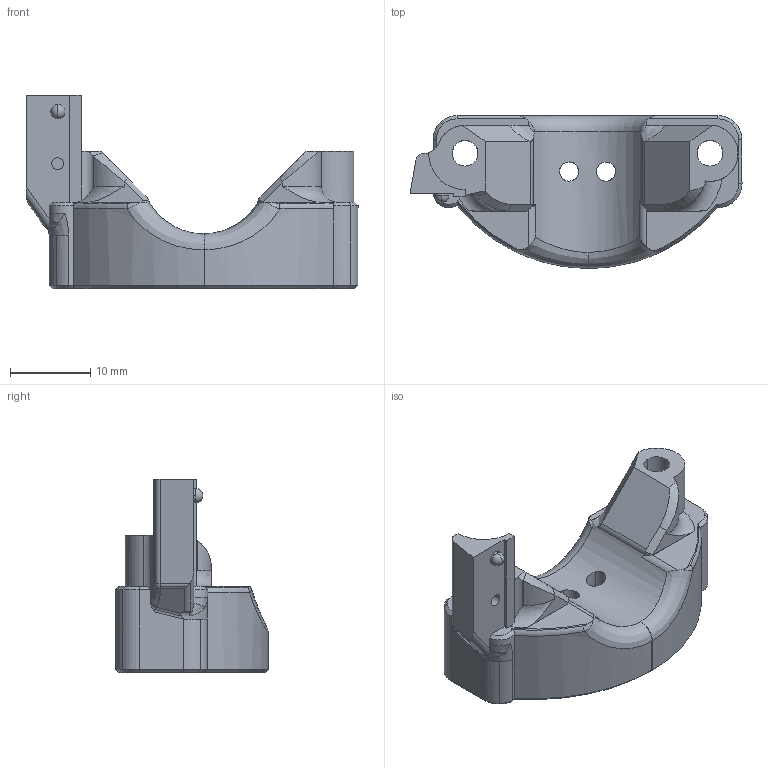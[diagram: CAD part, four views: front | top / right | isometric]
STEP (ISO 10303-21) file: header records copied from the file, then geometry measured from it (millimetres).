
FILE_DESCRIPTION (( 'STEP AP214' ), '1' );
FILE_NAME ('airflow_modded_bottom_micron_toolhead^shorter_micron_carriage.STEP', '2021-08-06T03:38:43', ( '' ), ( '' ), 'SwSTEP 2.0', 'SolidWorks 2021', '' );
FILE_SCHEMA (( 'AUTOMOTIVE_DESIGN' ));
Length unit declared in the file: millimetre
Products named in the file (1): airflow_modded_bottom_micron_toolhead^shorter_micron_carriage
Bounding box: 41.48 x 19.06 x 24.16 mm (x, y, z)
Volume: 6105.4 mm3; surface area: 3405.7 mm2
Topology: 1 solids, 1 shells, 232 faces, 610 edges, 383 vertices
Faces by surface type: plane 88, cylinder 73, cone 44, bspline 18, torus 6, sphere 3
Entity records: 8175 total; most frequent: CARTESIAN_POINT 2620, ORIENTED_EDGE 1214, DIRECTION 1096, EDGE_CURVE 607, AXIS2_PLACEMENT_3D 404, VERTEX_POINT 382, LINE 288, VECTOR 288
